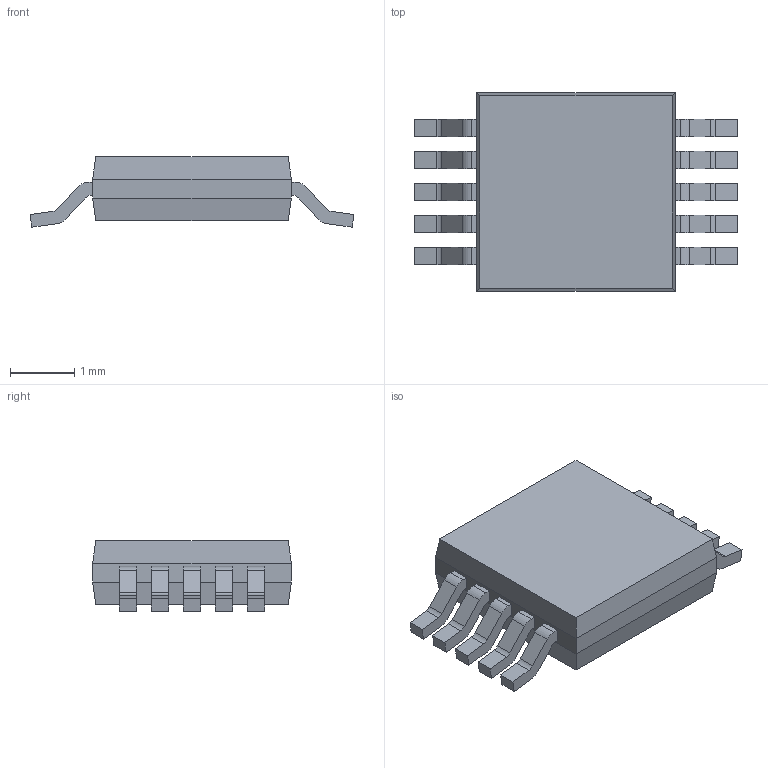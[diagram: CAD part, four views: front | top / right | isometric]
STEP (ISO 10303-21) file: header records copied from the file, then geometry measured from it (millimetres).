
FILE_DESCRIPTION( ( '' ), ' ' );
FILE_NAME( '5adb2e703b52590ebc2d8a4a.step', '2018-04-21T12:28:32', ( '' ), ( '' ), ' ', ' ', ' ' );
FILE_SCHEMA( ( 'AUTOMOTIVE_DESIGN { 1 0 10303 214 1 1 1 1 }' ) );
Length unit declared in the file: metre
Products named in the file (1): Open CASCADE STEP translator 6.8 7
Bounding box: 5.05 x 3.1 x 1.1 mm (x, y, z)
Volume: 10 mm3; surface area: 41.2 mm2
Topology: 1 solids, 1 shells, 144 faces, 388 edges, 256 vertices
Faces by surface type: plane 104, cylinder 40
Entity records: 7596 total; most frequent: CARTESIAN_POINT 789, ORIENTED_EDGE 776, DIRECTION 758, STYLED_ITEM 532, PRESENTATION_STYLE_ASSIGNMENT 532, COLOUR_RGB 532, EDGE_CURVE 388, CURVE_STYLE 388
